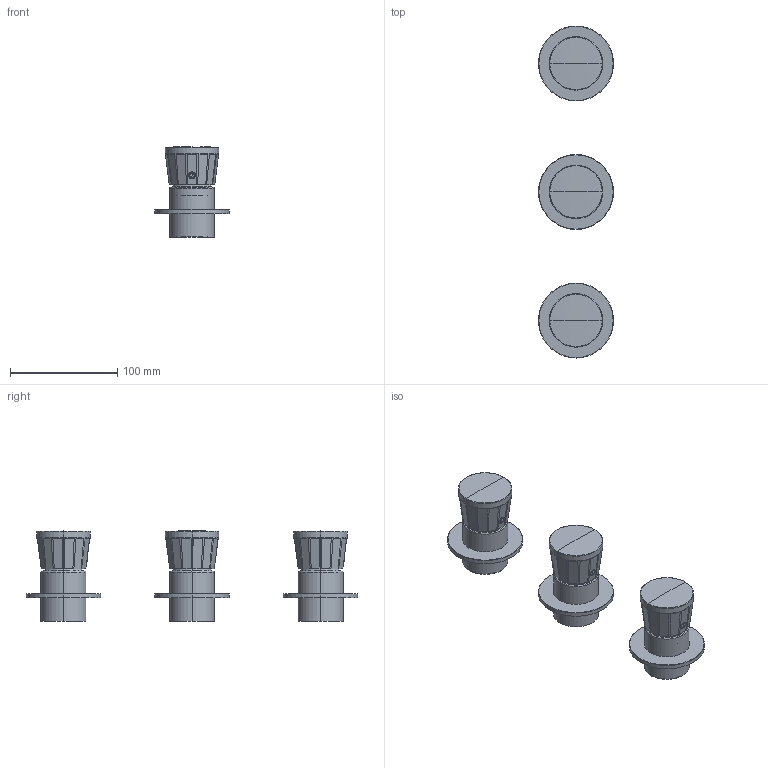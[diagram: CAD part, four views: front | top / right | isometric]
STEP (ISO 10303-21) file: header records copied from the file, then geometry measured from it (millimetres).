
FILE_DESCRIPTION((''),'2;1');
FILE_NAME('OIELED124RO_ASM','2025-10-16T14:46:24',('Administrator'),(''),'CREO PARAMETRIC BY PTC INC, 2024493','CREO PARAMETRIC BY PTC INC, 2024493','');
FILE_SCHEMA(('CONFIG_CONTROL_DESIGN','SHAPE_APPEARANCE_LAYERS_GROUPS'));
Length unit declared in the file: millimetre
Products named in the file (6): OIBR00949; OIBR00242; OIBR00948; OIAQ00013; OIOR00091; OIELED124RO_ASM
Assembly tree (15 placements, depth 2):
  OIELED124RO_ASM
    OIBR00949  x3
    OIBR00242  x3
    OIBR00948  x3
    OIAQ00013  x3
    OIOR00091  x3
Bounding box: 70 x 310 x 84.72 mm (x, y, z)
Volume: 132470.1 mm3; surface area: 111061.9 mm2
Topology: 15 solids, 18 shells, 471 faces, 1164 edges, 723 vertices
Faces by surface type: plane 183, cylinder 144, torus 54, cone 54, bspline 24, sphere 12
Entity records: 7019 total; most frequent: CARTESIAN_POINT 1572, DIRECTION 814, ORIENTED_EDGE 760, PRESENTATION_STYLE_ASSIGNMENT 441, STYLED_ITEM 441, CURVE_STYLE 382, EDGE_CURVE 382, AXIS2_PLACEMENT_3D 339
